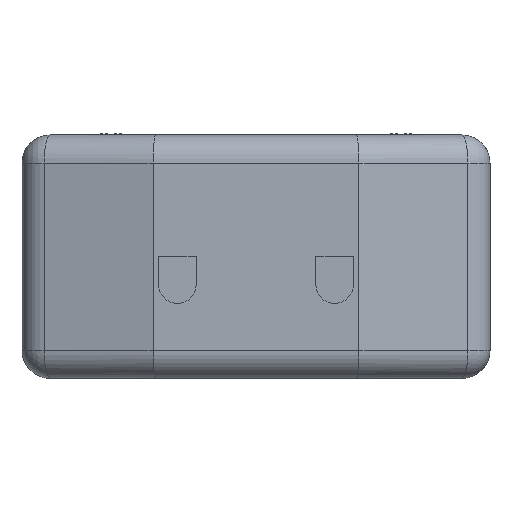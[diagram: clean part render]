
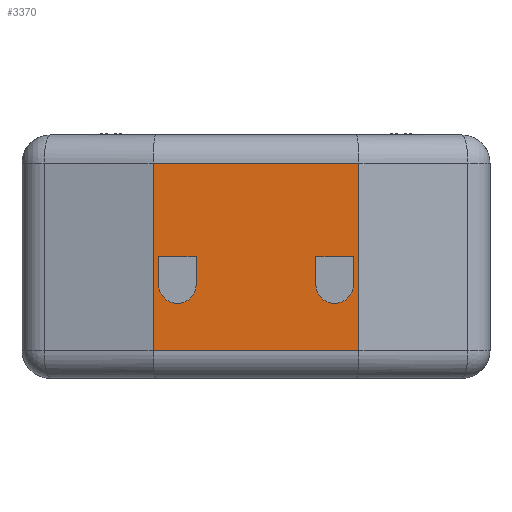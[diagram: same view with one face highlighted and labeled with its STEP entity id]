
A CAD part, left-side view. The second image highlights one B-rep face of the part: STEP entity #3370.
In plain terms, the highlighted planar face has unit normal (-1, 0, 0).
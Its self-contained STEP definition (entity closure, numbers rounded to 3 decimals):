
#258 = ORIENTED_EDGE ( 'NONE', *, *, #1727, .F. ) ;
#412 = AXIS2_PLACEMENT_3D ( 'NONE', #10983, #13769, #5408 ) ;
#708 = VERTEX_POINT ( 'NONE', #13727 ) ;
#751 = ORIENTED_EDGE ( 'NONE', *, *, #10417, .T. ) ;
#775 = DIRECTION ( 'NONE',  ( -1., 0., 0. ) ) ;
#859 = ORIENTED_EDGE ( 'NONE', *, *, #7704, .F. ) ;
#890 = CARTESIAN_POINT ( 'NONE',  ( -29.9, -5.2, 0. ) ) ;
#930 = VERTEX_POINT ( 'NONE', #6631 ) ;
#1071 = VERTEX_POINT ( 'NONE', #15327 ) ;
#1602 = VECTOR ( 'NONE', #8948, 1000. ) ;
#1727 = EDGE_CURVE ( 'NONE', #3330, #16002, #17220, .T. ) ;
#2080 = EDGE_CURVE ( 'NONE', #7419, #12345, #4535, .T. ) ;
#2511 = DIRECTION ( 'NONE',  ( 0., 0., 1. ) ) ;
#2756 = DIRECTION ( 'NONE',  ( -1., 0., 0. ) ) ;
#3183 = CARTESIAN_POINT ( 'NONE',  ( -29.9, -3.2, 6.5 ) ) ;
#3309 = EDGE_LOOP ( 'NONE', ( #8350, #15162, #859, #258 ) ) ;
#3330 = VERTEX_POINT ( 'NONE', #15159 ) ;
#3370 = ADVANCED_FACE ( 'NONE', ( #7146, #7813, #4081 ), #10379, .T. ) ;
#3385 = VERTEX_POINT ( 'NONE', #11644 ) ;
#3567 = ORIENTED_EDGE ( 'NONE', *, *, #2080, .T. ) ;
#3584 = LINE ( 'NONE', #8706, #16241 ) ;
#3850 = VERTEX_POINT ( 'NONE', #890 ) ;
#3865 = LINE ( 'NONE', #11096, #14102 ) ;
#4081 = FACE_OUTER_BOUND ( 'NONE', #7453, .T. ) ;
#4280 = EDGE_CURVE ( 'NONE', #930, #3850, #3865, .T. ) ;
#4535 = LINE ( 'NONE', #12754, #14132 ) ;
#4689 = CARTESIAN_POINT ( 'NONE',  ( -29.9, -3.2, 0. ) ) ;
#4776 = EDGE_CURVE ( 'NONE', #12345, #1071, #12591, .T. ) ;
#5328 = VECTOR ( 'NONE', #7246, 1000. ) ;
#5408 = DIRECTION ( 'NONE',  ( 0., 0., 1. ) ) ;
#5410 = ORIENTED_EDGE ( 'NONE', *, *, #4776, .T. ) ;
#5529 = DIRECTION ( 'NONE',  ( 0., 0., 1. ) ) ;
#5538 = VECTOR ( 'NONE', #13128, 1000. ) ;
#5591 = CARTESIAN_POINT ( 'NONE',  ( -29.9, 5.5, 5. ) ) ;
#5656 = EDGE_LOOP ( 'NONE', ( #11846, #16638, #8646, #10969 ) ) ;
#6328 = DIRECTION ( 'NONE',  ( 0., 0., 1. ) ) ;
#6335 = CARTESIAN_POINT ( 'NONE',  ( -29.9, 0., 0. ) ) ;
#6631 = CARTESIAN_POINT ( 'NONE',  ( -29.9, -5.2, -1.5 ) ) ;
#7146 = FACE_BOUND ( 'NONE', #3309, .T. ) ;
#7233 = CARTESIAN_POINT ( 'NONE',  ( -29.9, 5.5, 6.5 ) ) ;
#7246 = DIRECTION ( 'NONE',  ( 0., 0., -1. ) ) ;
#7300 = CARTESIAN_POINT ( 'NONE',  ( -29.9, 5.2, 0. ) ) ;
#7335 = AXIS2_PLACEMENT_3D ( 'NONE', #16483, #2756, #2511 ) ;
#7419 = VERTEX_POINT ( 'NONE', #12627 ) ;
#7453 = EDGE_LOOP ( 'NONE', ( #5410, #751, #18109, #3567 ) ) ;
#7486 = CARTESIAN_POINT ( 'NONE',  ( -29.9, -5.5, -5. ) ) ;
#7607 = DIRECTION ( 'NONE',  ( 0., -1., 0. ) ) ;
#7704 = EDGE_CURVE ( 'NONE', #16002, #10774, #11256, .T. ) ;
#7813 = FACE_BOUND ( 'NONE', #5656, .T. ) ;
#7944 = LINE ( 'NONE', #3183, #1602 ) ;
#8031 = EDGE_CURVE ( 'NONE', #16556, #930, #9949, .T. ) ;
#8350 = ORIENTED_EDGE ( 'NONE', *, *, #13401, .F. ) ;
#8418 = CIRCLE ( 'NONE', #7335, 1. ) ;
#8467 = AXIS2_PLACEMENT_3D ( 'NONE', #10446, #775, #6328 ) ;
#8646 = ORIENTED_EDGE ( 'NONE', *, *, #9322, .F. ) ;
#8706 = CARTESIAN_POINT ( 'NONE',  ( -29.9, -5.5, 6.5 ) ) ;
#8910 = CARTESIAN_POINT ( 'NONE',  ( -29.9, -3.2, -1.5 ) ) ;
#8948 = DIRECTION ( 'NONE',  ( 0., 0., -1. ) ) ;
#9292 = VECTOR ( 'NONE', #13462, 1000. ) ;
#9322 = EDGE_CURVE ( 'NONE', #3850, #11181, #9933, .T. ) ;
#9933 = LINE ( 'NONE', #6335, #9292 ) ;
#9949 = CIRCLE ( 'NONE', #412, 1. ) ;
#9954 = CARTESIAN_POINT ( 'NONE',  ( -29.9, 5.2, 6.5 ) ) ;
#10075 = CARTESIAN_POINT ( 'NONE',  ( -29.9, 0., 0. ) ) ;
#10183 = DIRECTION ( 'NONE',  ( 0., 0., -1. ) ) ;
#10379 = PLANE ( 'NONE',  #8467 ) ;
#10417 = EDGE_CURVE ( 'NONE', #1071, #708, #11008, .T. ) ;
#10446 = CARTESIAN_POINT ( 'NONE',  ( -29.9, 0., 6.5 ) ) ;
#10590 = VECTOR ( 'NONE', #7607, 1000. ) ;
#10774 = VERTEX_POINT ( 'NONE', #12948 ) ;
#10969 = ORIENTED_EDGE ( 'NONE', *, *, #4280, .F. ) ;
#10983 = CARTESIAN_POINT ( 'NONE',  ( -29.9, -4.2, -1.5 ) ) ;
#11008 = LINE ( 'NONE', #7486, #10590 ) ;
#11096 = CARTESIAN_POINT ( 'NONE',  ( -29.9, -5.2, 6.5 ) ) ;
#11181 = VERTEX_POINT ( 'NONE', #4689 ) ;
#11256 = LINE ( 'NONE', #9954, #5328 ) ;
#11644 = CARTESIAN_POINT ( 'NONE',  ( -29.9, 3.2, -1.5 ) ) ;
#11846 = ORIENTED_EDGE ( 'NONE', *, *, #8031, .F. ) ;
#12345 = VERTEX_POINT ( 'NONE', #5591 ) ;
#12591 = LINE ( 'NONE', #7233, #14973 ) ;
#12603 = EDGE_CURVE ( 'NONE', #10774, #3385, #8418, .T. ) ;
#12627 = CARTESIAN_POINT ( 'NONE',  ( -29.9, -5.5, 5. ) ) ;
#12754 = CARTESIAN_POINT ( 'NONE',  ( -29.9, 0., 5. ) ) ;
#12948 = CARTESIAN_POINT ( 'NONE',  ( -29.9, 5.2, -1.5 ) ) ;
#13128 = DIRECTION ( 'NONE',  ( 0., 0., 1. ) ) ;
#13401 = EDGE_CURVE ( 'NONE', #3385, #3330, #13606, .T. ) ;
#13462 = DIRECTION ( 'NONE',  ( 0., 1., 0. ) ) ;
#13497 = VECTOR ( 'NONE', #16958, 1000. ) ;
#13520 = EDGE_CURVE ( 'NONE', #7419, #708, #3584, .T. ) ;
#13606 = LINE ( 'NONE', #15615, #5538 ) ;
#13727 = CARTESIAN_POINT ( 'NONE',  ( -29.9, -5.5, -5. ) ) ;
#13769 = DIRECTION ( 'NONE',  ( -1., 0., 0. ) ) ;
#14102 = VECTOR ( 'NONE', #5529, 1000. ) ;
#14132 = VECTOR ( 'NONE', #15604, 1000. ) ;
#14973 = VECTOR ( 'NONE', #10183, 1000. ) ;
#15159 = CARTESIAN_POINT ( 'NONE',  ( -29.9, 3.2, 0. ) ) ;
#15162 = ORIENTED_EDGE ( 'NONE', *, *, #12603, .F. ) ;
#15327 = CARTESIAN_POINT ( 'NONE',  ( -29.9, 5.5, -5. ) ) ;
#15604 = DIRECTION ( 'NONE',  ( 0., 1., 0. ) ) ;
#15615 = CARTESIAN_POINT ( 'NONE',  ( -29.9, 3.2, 6.5 ) ) ;
#16002 = VERTEX_POINT ( 'NONE', #7300 ) ;
#16241 = VECTOR ( 'NONE', #17115, 1000. ) ;
#16483 = CARTESIAN_POINT ( 'NONE',  ( -29.9, 4.2, -1.5 ) ) ;
#16556 = VERTEX_POINT ( 'NONE', #8910 ) ;
#16638 = ORIENTED_EDGE ( 'NONE', *, *, #17291, .F. ) ;
#16958 = DIRECTION ( 'NONE',  ( 0., 1., 0. ) ) ;
#17115 = DIRECTION ( 'NONE',  ( 0., 0., -1. ) ) ;
#17220 = LINE ( 'NONE', #10075, #13497 ) ;
#17291 = EDGE_CURVE ( 'NONE', #11181, #16556, #7944, .T. ) ;
#18109 = ORIENTED_EDGE ( 'NONE', *, *, #13520, .F. ) ;
